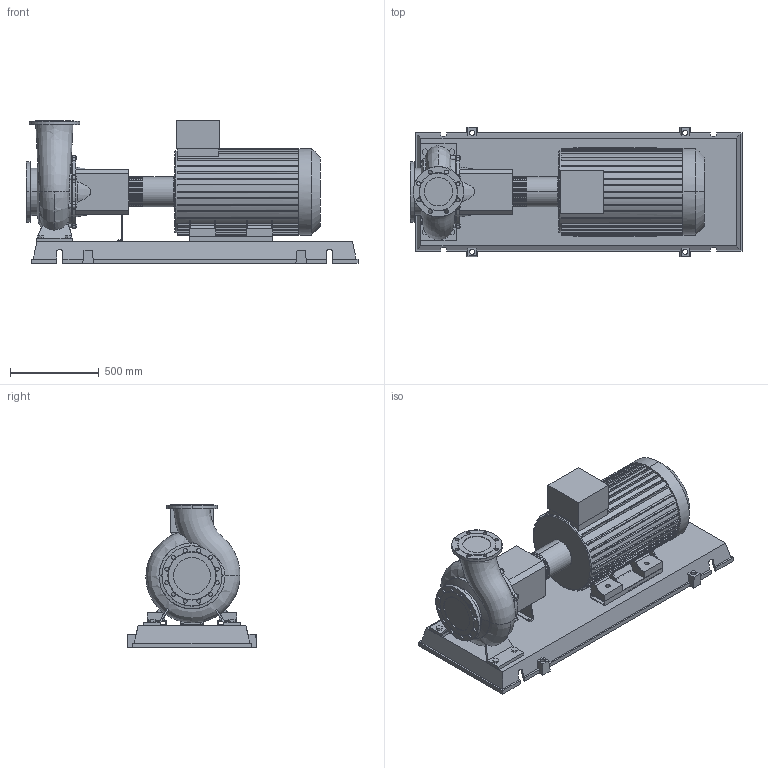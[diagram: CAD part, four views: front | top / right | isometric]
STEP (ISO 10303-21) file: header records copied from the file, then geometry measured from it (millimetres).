
FILE_DESCRIPTION((''),'2;1');
FILE_NAME('3d_NL150_315-55-4-05-4109452.stp','2015-03-03T08:01:14',(''),(''),'Mechanical Desktop 2009','Mechanical Desktop 2009',', , ');
FILE_SCHEMA(('CONFIG_CONTROL_DESIGN'));
Length unit declared in the file: millimetre
Products named in the file (1): Product
Bounding box: 1870 x 730 x 805 mm (x, y, z)
Volume: 246900859.1 mm3; surface area: 8691793.2 mm2
Topology: 13 solids, 13 shells, 900 faces, 2376 edges, 1561 vertices
Faces by surface type: plane 462, cylinder 249, bspline 161, cone 14, torus 14
Entity records: 32573 total; most frequent: CARTESIAN_POINT 10033, ORIENTED_EDGE 4754, DIRECTION 4515, EDGE_CURVE 2377, VERTEX_POINT 1560, VECTOR 1507, LINE 1507, AXIS2_PLACEMENT_3D 1504
